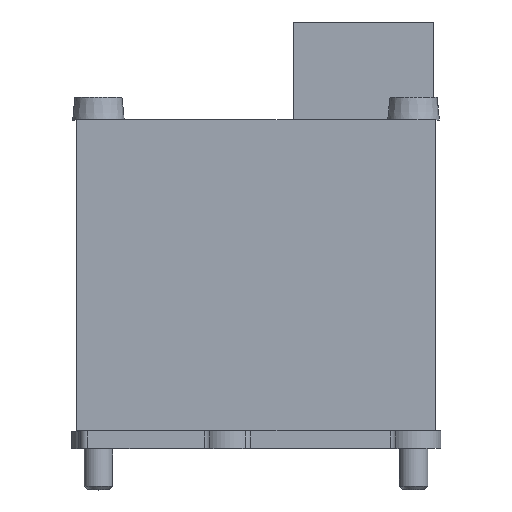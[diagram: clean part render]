
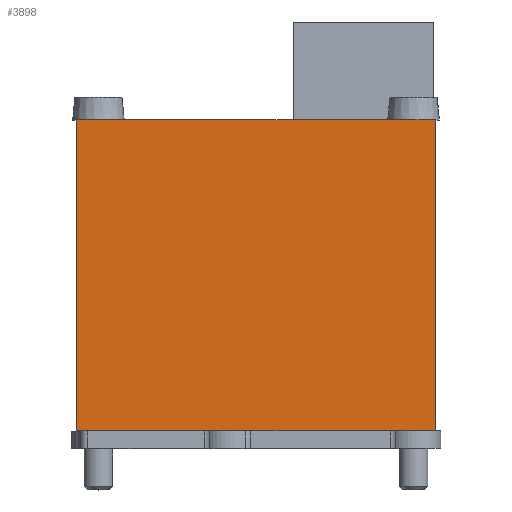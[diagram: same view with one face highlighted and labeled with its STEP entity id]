
A CAD part, top view. The second image highlights one B-rep face of the part: STEP entity #3898.
In plain terms, the highlighted planar face has unit normal (0, 0, 1).
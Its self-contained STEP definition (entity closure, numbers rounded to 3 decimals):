
#228=LINE('',#6493,#520);
#230=LINE('',#6497,#522);
#231=LINE('',#6499,#523);
#232=LINE('',#6501,#524);
#520=VECTOR('',#5220,1000.);
#522=VECTOR('',#5224,1000.);
#523=VECTOR('',#5225,1000.);
#524=VECTOR('',#5226,1000.);
#835=ORIENTED_EDGE('',*,*,#1878,.T.);
#836=ORIENTED_EDGE('',*,*,#1879,.F.);
#837=ORIENTED_EDGE('',*,*,#1880,.F.);
#838=ORIENTED_EDGE('',*,*,#1876,.T.);
#1876=EDGE_CURVE('',#2398,#2397,#228,.T.);
#1878=EDGE_CURVE('',#2397,#2399,#230,.T.);
#1879=EDGE_CURVE('',#2400,#2399,#231,.T.);
#1880=EDGE_CURVE('',#2398,#2400,#232,.T.);
#2397=VERTEX_POINT('',#6492);
#2398=VERTEX_POINT('',#6494);
#2399=VERTEX_POINT('',#6498);
#2400=VERTEX_POINT('',#6500);
#2962=EDGE_LOOP('',(#835,#836,#837,#838));
#3356=FACE_BOUND('',#2962,.T.);
#3752=PLANE('',#4695);
#3898=ADVANCED_FACE('',(#3356),#3752,.F.);
#4695=AXIS2_PLACEMENT_3D('',#6496,#5222,#5223);
#5220=DIRECTION('',(0.,-1.,0.));
#5222=DIRECTION('',(0.,0.,-1.));
#5223=DIRECTION('',(-1.,0.,0.));
#5224=DIRECTION('',(1.,0.,0.));
#5225=DIRECTION('',(0.,-1.,0.));
#5226=DIRECTION('',(1.,0.,0.));
#6492=CARTESIAN_POINT('',(-20.,0.,0.));
#6493=CARTESIAN_POINT('',(-20.,21.7,0.));
#6494=CARTESIAN_POINT('',(-20.,21.7,0.));
#6496=CARTESIAN_POINT('',(-20.,21.7,0.));
#6497=CARTESIAN_POINT('',(-20.,0.,0.));
#6498=CARTESIAN_POINT('',(5.,0.,0.));
#6499=CARTESIAN_POINT('',(5.,21.7,0.));
#6500=CARTESIAN_POINT('',(5.,21.7,0.));
#6501=CARTESIAN_POINT('',(-20.,21.7,0.));
